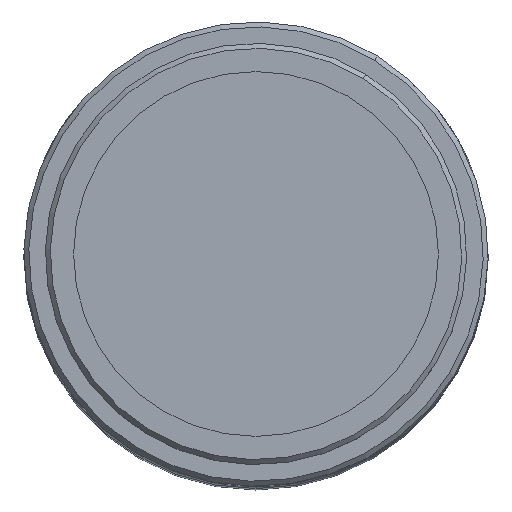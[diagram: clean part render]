
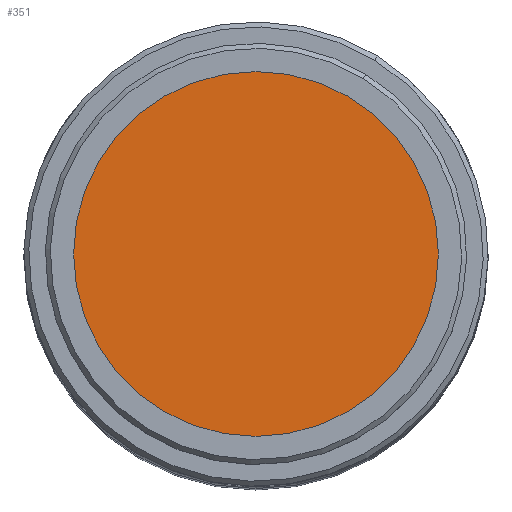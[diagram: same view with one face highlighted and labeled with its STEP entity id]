
A CAD part, top view. The second image highlights one B-rep face of the part: STEP entity #351.
In plain terms, the highlighted planar face has unit normal (0, 0, 1).
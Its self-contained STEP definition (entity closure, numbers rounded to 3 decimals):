
#152 = PLANE ( 'NONE',  #948 ) ;
#242 = DIRECTION ( 'NONE',  ( 0., 0., 1. ) ) ;
#275 = CIRCLE ( 'NONE', #1378, 11. ) ;
#351 = ADVANCED_FACE ( '������������', ( #473 ), #152, .F. ) ;
#433 = CARTESIAN_POINT ( 'NONE',  ( 0., -11., 60.54 ) ) ;
#435 = CARTESIAN_POINT ( 'NONE',  ( 9.386, -5.736, 60.54 ) ) ;
#468 = EDGE_LOOP ( 'NONE', ( #490, #1403 ) ) ;
#473 = FACE_OUTER_BOUND ( 'NONE', #468, .T. ) ;
#490 = ORIENTED_EDGE ( 'NONE', *, *, #670, .T. ) ;
#571 = DIRECTION ( 'NONE',  ( 0.521, 0.853, 0. ) ) ;
#650 = DIRECTION ( 'NONE',  ( 0., 0., 1. ) ) ;
#658 = DIRECTION ( 'NONE',  ( 0., 1., 0. ) ) ;
#670 = EDGE_CURVE ( '��������2_0+��������2_1+��������', #962, #891, #1091, .T. ) ;
#770 = CARTESIAN_POINT ( 'NONE',  ( 0., 0., 60.54 ) ) ;
#863 = AXIS2_PLACEMENT_3D ( 'NONE', #1467, #242, #658 ) ;
#891 = VERTEX_POINT ( 'NONE', #433 ) ;
#948 = AXIS2_PLACEMENT_3D ( 'NONE', #435, #1527, #571 ) ;
#962 = VERTEX_POINT ( 'NONE', #1008 ) ;
#1008 = CARTESIAN_POINT ( 'NONE',  ( 0., 11., 60.54 ) ) ;
#1056 = EDGE_CURVE ( '��������2_0+��������2_1+��������', #891, #962, #275, .T. ) ;
#1091 = CIRCLE ( 'NONE', #863, 11. ) ;
#1378 = AXIS2_PLACEMENT_3D ( 'NONE', #770, #650, #1585 ) ;
#1403 = ORIENTED_EDGE ( 'NONE', *, *, #1056, .T. ) ;
#1467 = CARTESIAN_POINT ( 'NONE',  ( 0., 0., 60.54 ) ) ;
#1527 = DIRECTION ( 'NONE',  ( 0., 0., -1. ) ) ;
#1585 = DIRECTION ( 'NONE',  ( 0., 1., 0. ) ) ;
